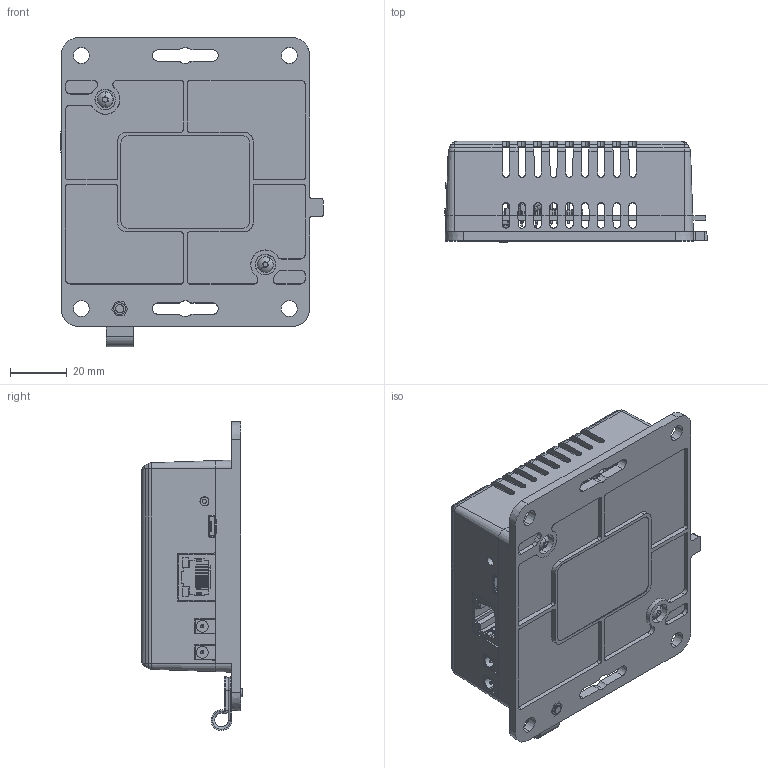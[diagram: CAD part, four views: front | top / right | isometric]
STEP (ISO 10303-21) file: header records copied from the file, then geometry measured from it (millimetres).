
FILE_DESCRIPTION (( 'STEP AP214' ), '1' );
FILE_NAME ('ENVIROMUX-MICRO-T.STEP', '2017-08-01T18:22:09', ( 'test' ), ( '' ), 'SwSTEP 2.0', 'SolidWorks 2011', '' );
FILE_SCHEMA (( 'AUTOMOTIVE_DESIGN' ));
Length unit declared in the file: inch
Products named in the file (18): CN7000; CN5405; CS4226; ENVIROMUX-Micro_08062015; CN5333 - RJ45 LED; CN6398-D028-AA011; HW5130 CR-FHMS 0.112-40x0.25x0.25-C_CR-FHMS 0.112-40x0.25x0.25-C; ENVIROMUX-MICRO-T; HW5171_PEM F-440-1 ---C; HW7306_99512A225; ENVIROMUX-Micro_07162015_Main; MISB-SWMM86-5AB-LF; CS4225; HW4130 - CABLE CLAMP; NPX637; SW4062; CN6995; CN5359 - 2 PORT RJ45
Assembly tree (19 placements, depth 3):
  ENVIROMUX-MICRO-T
    CS4225
    HW5130 CR-FHMS 0.112-40x0.25x0.25-C_CR-FHMS 0.112-40x0.25x0.25-C
    HW7306_99512A225  x2
    HW5171_PEM F-440-1 ---C
    CS4226
    ENVIROMUX-Micro_07162015_Main
      CN5333 - RJ45 LED
      CN6398-D028-AA011  x2
      CN5405
      CN5359 - 2 PORT RJ45
      ENVIROMUX-Micro_08062015
      CN6995
      NPX637
      MISB-SWMM86-5AB-LF
      SW4062
      CN7000
    HW4130 - CABLE CLAMP
Bounding box: 92.14 x 35.52 x 108.54 mm (x, y, z)
Volume: 66826.1 mm3; surface area: 73086.8 mm2
Topology: 19 solids, 19 shells, 3679 faces, 9902 edges, 6360 vertices
Faces by surface type: plane 2214, cylinder 1111, cone 208, torus 84, bspline 46, sphere 16
Entity records: 137824 total; most frequent: CARTESIAN_POINT 31417, ORIENTED_EDGE 18726, DIRECTION 17163, EDGE_CURVE 9363, VECTOR 6713, LINE 6713, VERTEX_POINT 6015, AXIS2_PLACEMENT_3D 5225
